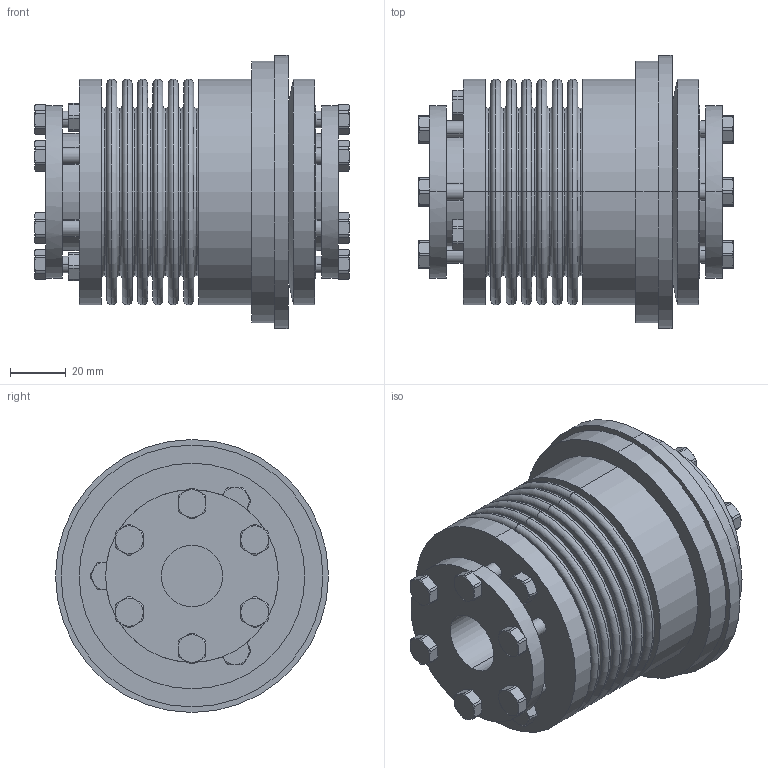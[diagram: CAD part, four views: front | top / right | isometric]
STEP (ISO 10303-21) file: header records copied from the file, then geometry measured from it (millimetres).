
FILE_DESCRIPTION(('STEP AP214'),'1');
FILE_NAME('cctmp_7E9ABA91-443B-4E11-BE1E-B3AC4CDA257A_2023_06_09_08_04_12_0982..stp','2023-06-09T06:04:13',('R+W Antriebselemente GmbH'),('CADClick - www.CADClick.com'),'Spatial InterOp 3D',' ','unknown authorization');
FILE_SCHEMA(('AUTOMOTIVE_DESIGN'));
Length unit declared in the file: millimetre
Products named in the file (1): SK3/150/105/F/22/30/90/80-150
Bounding box: 113 x 98 x 98 mm (x, y, z)
Volume: 447351.6 mm3; surface area: 86704.8 mm2
Topology: 1 solids, 1 shells, 425 faces, 1046 edges, 650 vertices
Faces by surface type: plane 143, cylinder 138, cone 92, torus 52
Entity records: 16258 total; most frequent: CARTESIAN_POINT 2842, DIRECTION 2240, ORIENTED_EDGE 2092, EDGE_CURVE 1046, AXIS2_PLACEMENT_3D 948, VERTEX_POINT 650, CIRCLE 522, EDGE_LOOP 476
